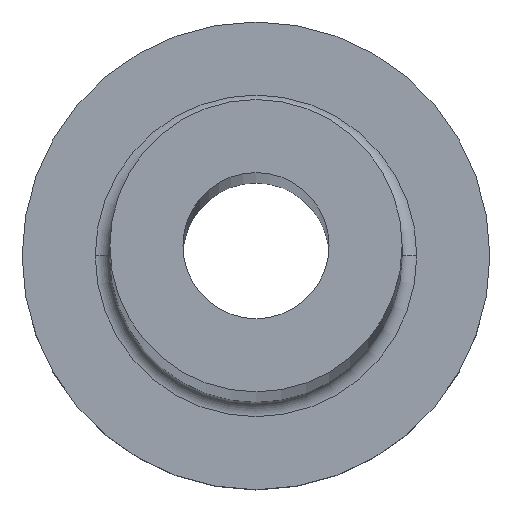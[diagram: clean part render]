
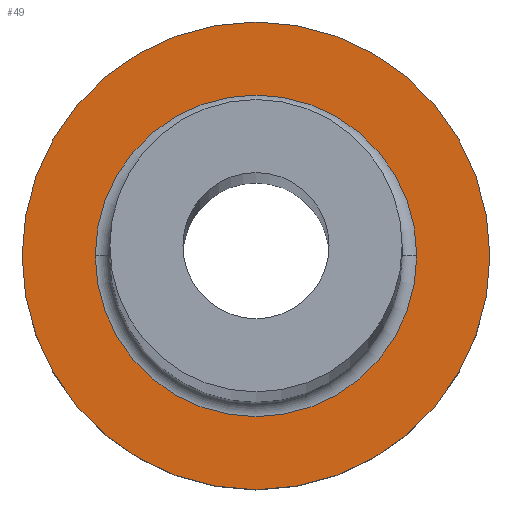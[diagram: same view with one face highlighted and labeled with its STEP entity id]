
A CAD part, top view. The second image highlights one B-rep face of the part: STEP entity #49.
In plain terms, the highlighted planar face has unit normal (0, 0, 1).
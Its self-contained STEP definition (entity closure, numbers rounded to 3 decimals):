
#9 = CARTESIAN_POINT ( 'NONE',  ( 0., 0., 5. ) ) ;
#18 = DIRECTION ( 'NONE',  ( 0., 0., 1. ) ) ;
#21 = FACE_BOUND ( 'NONE', #324, .T. ) ;
#24 = AXIS2_PLACEMENT_3D ( 'NONE', #347, #18, #221 ) ;
#26 = AXIS2_PLACEMENT_3D ( 'NONE', #145, #236, #204 ) ;
#35 = ORIENTED_EDGE ( 'NONE', *, *, #233, .T. ) ;
#43 = CIRCLE ( 'NONE', #26, 5.5 ) ;
#49 = ADVANCED_FACE ( 'NONE', ( #21, #276 ), #229, .T. ) ;
#53 = DIRECTION ( 'NONE',  ( 1., 0., 0. ) ) ;
#60 = ORIENTED_EDGE ( 'NONE', *, *, #207, .T. ) ;
#68 = AXIS2_PLACEMENT_3D ( 'NONE', #263, #264, #168 ) ;
#104 = VERTEX_POINT ( 'NONE', #342 ) ;
#107 = VERTEX_POINT ( 'NONE', #135 ) ;
#127 = DIRECTION ( 'NONE',  ( 0., 0., 1. ) ) ;
#130 = ORIENTED_EDGE ( 'NONE', *, *, #172, .T. ) ;
#132 = CIRCLE ( 'NONE', #248, 8. ) ;
#135 = CARTESIAN_POINT ( 'NONE',  ( 5.5, 0., 5. ) ) ;
#145 = CARTESIAN_POINT ( 'NONE',  ( 0., 0., 5. ) ) ;
#153 = VERTEX_POINT ( 'NONE', #349 ) ;
#168 = DIRECTION ( 'NONE',  ( 1., 0., 0. ) ) ;
#172 = EDGE_CURVE ( 'NONE', #107, #153, #43, .T. ) ;
#176 = EDGE_LOOP ( 'NONE', ( #60, #234 ) ) ;
#178 = DIRECTION ( 'NONE',  ( 1., 0., 0. ) ) ;
#183 = CIRCLE ( 'NONE', #68, 5.5 ) ;
#199 = CARTESIAN_POINT ( 'NONE',  ( 0., 0., 5. ) ) ;
#203 = AXIS2_PLACEMENT_3D ( 'NONE', #9, #127, #178 ) ;
#204 = DIRECTION ( 'NONE',  ( 1., 0., 0. ) ) ;
#207 = EDGE_CURVE ( 'NONE', #242, #104, #132, .T. ) ;
#221 = DIRECTION ( 'NONE',  ( 1., 0., 0. ) ) ;
#229 = PLANE ( 'NONE',  #24 ) ;
#233 = EDGE_CURVE ( 'NONE', #153, #107, #183, .T. ) ;
#234 = ORIENTED_EDGE ( 'NONE', *, *, #326, .T. ) ;
#236 = DIRECTION ( 'NONE',  ( 0., 0., -1. ) ) ;
#242 = VERTEX_POINT ( 'NONE', #273 ) ;
#248 = AXIS2_PLACEMENT_3D ( 'NONE', #199, #319, #53 ) ;
#263 = CARTESIAN_POINT ( 'NONE',  ( 0., 0., 5. ) ) ;
#264 = DIRECTION ( 'NONE',  ( 0., 0., -1. ) ) ;
#273 = CARTESIAN_POINT ( 'NONE',  ( -8., 0., 5. ) ) ;
#276 = FACE_OUTER_BOUND ( 'NONE', #176, .T. ) ;
#281 = CIRCLE ( 'NONE', #203, 8. ) ;
#319 = DIRECTION ( 'NONE',  ( 0., 0., 1. ) ) ;
#324 = EDGE_LOOP ( 'NONE', ( #130, #35 ) ) ;
#326 = EDGE_CURVE ( 'NONE', #104, #242, #281, .T. ) ;
#342 = CARTESIAN_POINT ( 'NONE',  ( 8., 0., 5. ) ) ;
#347 = CARTESIAN_POINT ( 'NONE',  ( 0., 0., 5. ) ) ;
#349 = CARTESIAN_POINT ( 'NONE',  ( -5.5, 0., 5. ) ) ;
